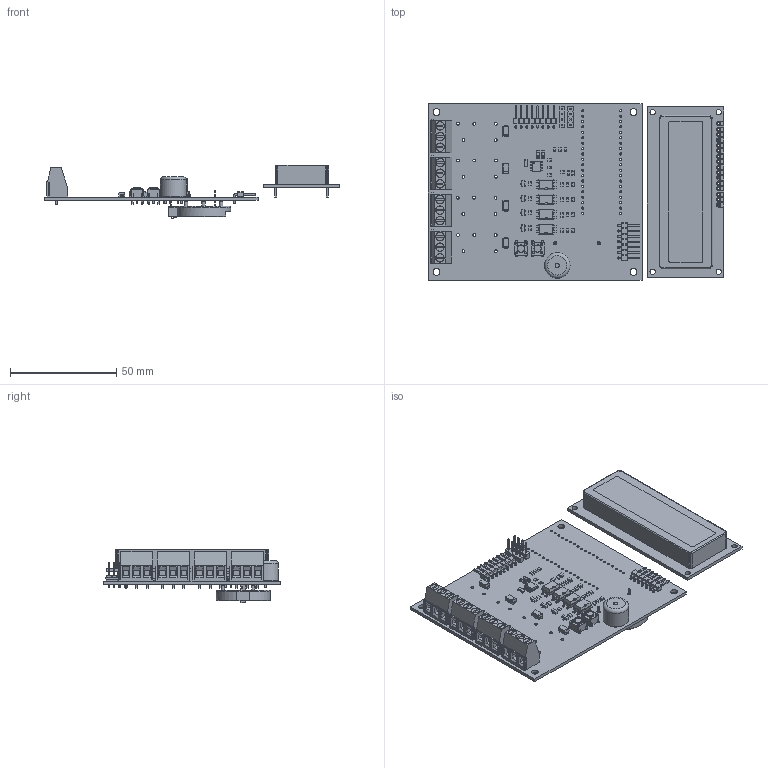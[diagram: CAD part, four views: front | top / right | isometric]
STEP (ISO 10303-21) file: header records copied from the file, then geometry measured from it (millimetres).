
FILE_DESCRIPTION(('KiCad electronic assembly'),'2;1');
FILE_NAME('PicoLogger.step','2025-07-30T17:22:11',('Pcbnew'),('Kicad'), 'Open CASCADE STEP processor 7.8','KiCad to STEP converter','Unknown' );
FILE_SCHEMA(('AUTOMOTIVE_DESIGN { 1 0 10303 214 1 1 1 1 }'));
Length unit declared in the file: millimetre
Products named in the file (18): PicoLogger 1; WC1602A; R_0805_2012Metric; D_MiniMELF; LED_0805_2012Metric; PinHeader_1x04_P2.54mm_Vertical; SW_PUSH_6mm; D_SMA; TerminalBlock_Phoenix_MKDS-1,5-3_1x03_P5.00mm_Horizontal; SMDIP-4_W9.53mm; PinHeader_1x07_P2.54mm_Horizontal; SOIC-8_3.9x4.9mm_P1.27mm; SOT-23; Buzzer_12x9.5RM7.6; Crystal_SMD_3215-2Pin_3.2x1.5mm; PinHeader_1x08_P2.54mm_Horizontal; BatteryHolder_Keystone_104_1x23mm; PicoLogger_PCB
Assembly tree (55 placements, depth 2):
  PicoLogger 1
    WC1602A
    R_0805_2012Metric  x20
    D_MiniMELF  x2
    LED_0805_2012Metric  x5
    PinHeader_1x04_P2.54mm_Vertical  x2
    SW_PUSH_6mm  x2
    D_SMA  x4
    TerminalBlock_Phoenix_MKDS-1,5-3_1x03_P5.00mm_Horizontal  x4
    SMDIP-4_W9.53mm  x4
    PinHeader_1x07_P2.54mm_Horizontal
    SOIC-8_3.9x4.9mm_P1.27mm
    SOT-23  x4
    Buzzer_12x9.5RM7.6
    Crystal_SMD_3215-2Pin_3.2x1.5mm
    PinHeader_1x08_P2.54mm_Horizontal
    BatteryHolder_Keystone_104_1x23mm
    PicoLogger_PCB
Bounding box: 139 x 83 x 25.28 mm (x, y, z)
Volume: 43129.5 mm3; surface area: 39780 mm2
Topology: 55 solids, 55 shells, 3648 faces, 9205 edges, 5762 vertices
Faces by surface type: plane 2516, cylinder 767, bspline 308, torus 51, revolution 4, sphere 2
Full cylindrical faces by diameter (mm): 0.6 x1, 0.9 x2, 1 x89, 1.1 x8, 1.3 x32, 1.35 x4, 1.4 x6, 1.5 x2, 1.57 x3, 2 x1, 2.5 x4, 3.2 x4, 3.5 x2, 3.8 x12, 4 x12, 6.942 x1, 12 x1, 16.198 x1
Entity records: 64876 total; most frequent: CARTESIAN_POINT 9667, ORIENTED_EDGE 8812, DIRECTION 8664, EDGE_CURVE 4406, LINE 3314, VECTOR 3314, VERTEX_POINT 2737, AXIS2_PLACEMENT_3D 2674
